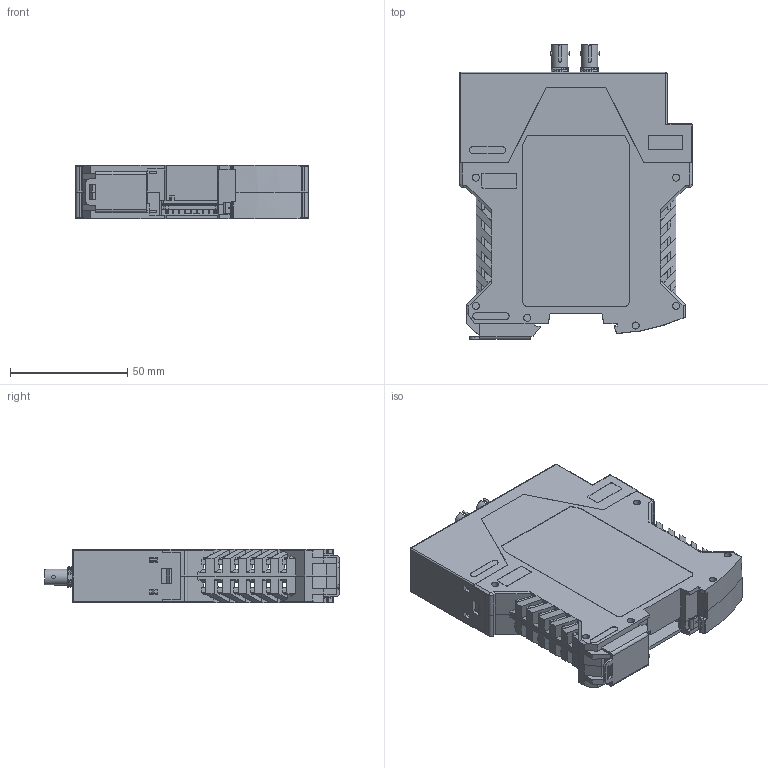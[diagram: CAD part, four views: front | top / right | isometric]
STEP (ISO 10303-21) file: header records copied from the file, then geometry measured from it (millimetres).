
FILE_DESCRIPTION(/* description */ ('SolidDesigner STEP Export'),/* implementation_level */ '2;1');
FILE_NAME(/* name */ 'SRS ST Case assenbly.stp',/* time_stamp */ '2018-11-30T09:40:59-05:00',/* author */ ('gmchugh'),/* organization */ (''),/* preprocessor_version */ 'ST-DEVELOPER v16.5',/* originating_system */ 'Autodesk Inventor 2017',/* authorisation */ '');
FILE_SCHEMA (('AUTOMOTIVE_DESIGN { 1 0 10303 214 3 1 1 }'));
Products named in the file (28): SRS ST Case assenbly; ME_22.5_OT-1MSTBO_H.Select__00297625; base assembly1; base assembly1.iam_LocalDocs_xDu4vd1h5Ot2kuccd1c1h5zljGg_2200292; base assembly1.iam_LocalDocs_xKrfesttqZ2x0uuorCd2kmlolCh_ME_BUS_FE-CO
NTACT__H.Select__00437355; base assembly1.iam_LocalDocs_xLlpn1m205qnhucs553zmyoe0Ya_ME_Verriegel
ungshaken_H.Select__00446697; base assembly1.iam_LocalDocs_xRbk5vil3TgbaeusbRokib4afFe_ME_22.5_UTR_
TBUS_H.Select__00447055; base assembly1.iam_LocalDocs_x3eu1fsc2V3veuzoiDusvu3eq3c_ME_22.5_UTL_
TBUS_H.Select__00446991; base assembly1.iam_LocalDocs_xAxptfh1tQbehu30qVgpyal4d2b_Fussriegel_1
7.5_L30_H.Select__00315466; 2200482; 2200482_1; 4406130-10 pcb DUAL ST; BOARD; rj45; 2200486mod; MSTBO_2.5_4-G1PR_H.Select_00613162; DUAL ST CONNECTOR; 1X9 pcb+PINÄ__2_îAÔO; 1X9 pcb_ST PLUS_2_îAÔO; 1X9-PIN_2_îAÔO; ST-ÉÏÉw_20101001_2_îAÔO; ST-ÏÂÉw_20100930_2_îAÔO; ST-Ì×¹Ü_20100930_2_îAÔO; ROSA_2_îAÔO; 11-0008-0004_2_îAÔO; PIN-TIA_2_îAÔO; SRS ST Case assenbly_1; OVERLAY SRS ST
Assembly tree (29 placements, depth 5):
  SRS ST Case assenbly
    ME_22.5_OT-1MSTBO_H.Select__00297625
    base assembly1
      base assembly1.iam_LocalDocs_xDu4vd1h5Ot2kuccd1c1h5zljGg_2200292
        base assembly1.iam_LocalDocs_xKrfesttqZ2x0uuorCd2kmlolCh_ME_BUS_FE-CO
NTACT__H.Select__00437355
        base assembly1.iam_LocalDocs_xLlpn1m205qnhucs553zmyoe0Ya_ME_Verriegel
ungshaken_H.Select__00446697  x2
        base assembly1.iam_LocalDocs_xRbk5vil3TgbaeusbRokib4afFe_ME_22.5_UTR_
TBUS_H.Select__00447055
        base assembly1.iam_LocalDocs_x3eu1fsc2V3veuzoiDusvu3eq3c_ME_22.5_UTL_
TBUS_H.Select__00446991
        base assembly1.iam_LocalDocs_xAxptfh1tQbehu30qVgpyal4d2b_Fussriegel_1
7.5_L30_H.Select__00315466
    2200482
      2200482_1
    4406130-10 pcb DUAL ST
      BOARD
      rj45
      2200486mod
        MSTBO_2.5_4-G1PR_H.Select_00613162
      DUAL ST CONNECTOR
        1X9 pcb+PINÄ__2_îAÔO
          1X9 pcb_ST PLUS_2_îAÔO
          1X9-PIN_2_îAÔO
        ST-ÉÏÉw_20101001_2_îAÔO
        ST-ÏÂÉw_20100930_2_îAÔO
        ST-Ì×¹Ü_20100930_2_îAÔO  x2
        ROSA_2_îAÔO
          11-0008-0004_2_îAÔO
          PIN-TIA_2_îAÔO
    SRS ST Case assenbly_1
    OVERLAY SRS ST
Bounding box: 99 x 125.4 x 22.6 mm (x, y, z)
Volume: 70520.1 mm3; surface area: 99444.9 mm2
Topology: 21 solids, 21 shells, 2782 faces, 8001 edges, 5249 vertices
Faces by surface type: plane 2114, cylinder 566, cone 35, bspline 34, torus 24, sphere 9
Full cylindrical faces by diameter (mm): 0.45 x4, 0.5 x18, 0.55 x9, 0.813 x18, 0.89 x4, 0.9 x16, 1 x6, 1.1 x3, 1.2 x7, 1.3 x2, 1.4 x8, 1.5 x12, 1.6 x2, 1.8 x1, 1.905 x4, 2 x8, 2.5 x1, 2.8 x8, 3 x22, 3.25 x2, 3.796 x4, 4 x4, 4.37 x1, 4.7 x4, 5 x1, 5.4 x1, 6.6 x1, 6.7 x2, 6.8 x2, 7.5 x2
Entity records: 89288 total; most frequent: CARTESIAN_POINT 16812, ORIENTED_EDGE 15122, DIRECTION 14158, EDGE_CURVE 7561, LINE 6260, VECTOR 6260, VERTEX_POINT 5084, AXIS2_PLACEMENT_3D 3949
